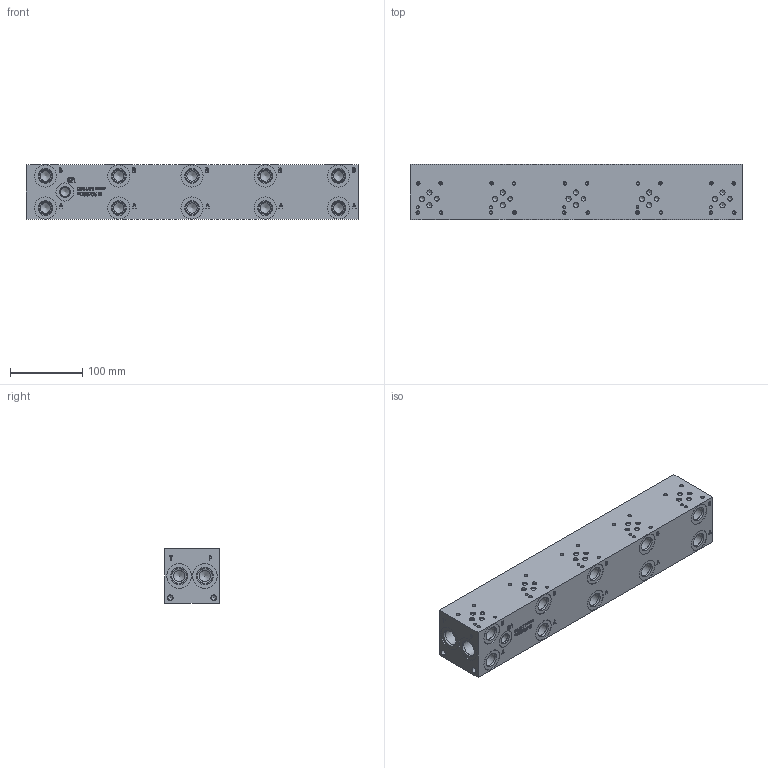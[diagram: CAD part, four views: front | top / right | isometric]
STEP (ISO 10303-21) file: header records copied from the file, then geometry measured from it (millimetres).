
FILE_DESCRIPTION(/* description */ (''),/* implementation_level */ '2;1');
FILE_NAME(/* name */ '_D03P054S.stp',/* time_stamp */ '2022-01-11T15:37:16-05:00',/* author */ ('jrf'),/* organization */ (''),/* preprocessor_version */ 'ST-DEVELOPER v18.1',/* originating_system */ 'Autodesk Inventor 2022',/* authorisation */ '');
FILE_SCHEMA (('AUTOMOTIVE_DESIGN { 1 0 10303 214 3 1 1 }'));
Length unit declared in the file: millimetre
Products named in the file (1): Part_AD03P054S_3D
Bounding box: 460.38 x 76.2 x 76.2 mm (x, y, z)
Volume: 2552966.8 mm3; surface area: 181425.3 mm2
Topology: 1 solids, 1 shells, 919 faces, 2267 edges, 1464 vertices
Faces by surface type: plane 463, bspline 196, cylinder 151, cone 109
Full cylindrical faces by diameter (mm): 3.785 x20, 3.962 x5, 4.826 x20, 6.35 x5, 6.528 x4, 7.137 x15, 7.925 x4, 12.294 x1, 12.9 x1, 14.275 x1, 14.3 x10, 14.529 x1, 15.875 x4, 17.501 x10, 19.05 x10, 19.253 x10, 20.447 x4, 22.225 x3, 22.23 x1, 22.555 x4, 23.901 x3, 25.019 x1, 30.632 x10, 34.138 x4
Entity records: 28174 total; most frequent: CARTESIAN_POINT 7135, ORIENTED_EDGE 4406, DIRECTION 3573, EDGE_CURVE 2203, LINE 1497, VECTOR 1497, VERTEX_POINT 1464, EDGE_LOOP 1097
